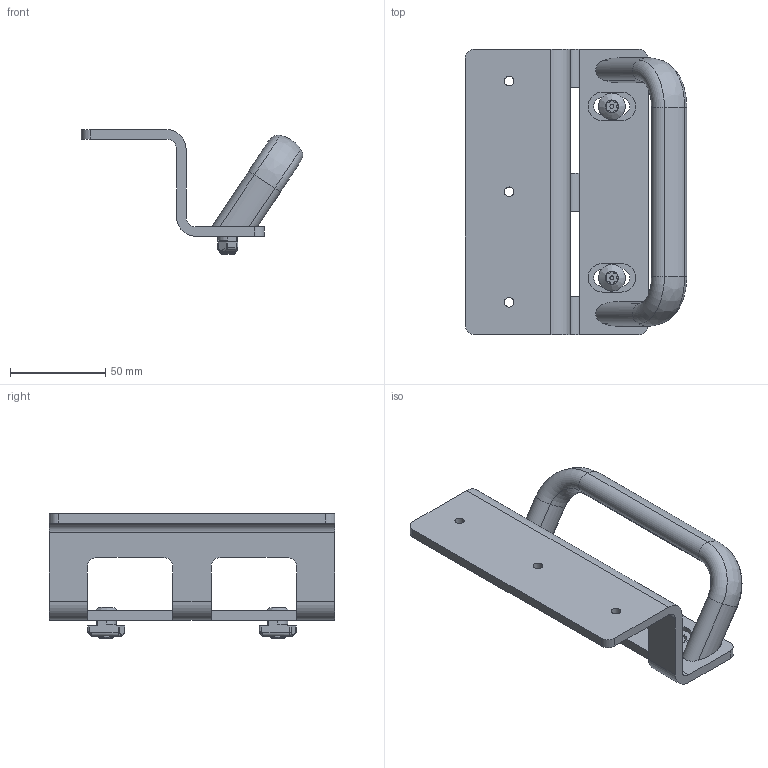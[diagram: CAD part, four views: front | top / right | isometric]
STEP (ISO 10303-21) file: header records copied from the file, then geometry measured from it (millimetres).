
FILE_DESCRIPTION (( 'STEP AP214' ), '1' );
FILE_NAME ('RS-Z-MF1.STEP', '2023-08-16T11:16:14', ( '' ), ( '' ), 'SwSTEP 2.0', 'SolidWorks 2021', '' );
FILE_SCHEMA (( 'AUTOMOTIVE_DESIGN' ));
Length unit declared in the file: inch
Products named in the file (1): RS-Z-MF1
Bounding box: 116.28 x 150 x 65.5 mm (x, y, z)
Volume: 134784.7 mm3; surface area: 57075.2 mm2
Topology: 8 solids, 8 shells, 361 faces, 949 edges, 602 vertices
Faces by surface type: cylinder 173, plane 144, bspline 14, cone 14, sphere 10, torus 6
Full cylindrical faces by diameter (mm): 2 x2, 4.917 x2, 5 x3, 6.75 x2, 8 x4, 14 x2, 15.2 x2
Entity records: 12035 total; most frequent: CARTESIAN_POINT 3104, DIRECTION 1876, ORIENTED_EDGE 1792, EDGE_CURVE 896, AXIS2_PLACEMENT_3D 686, VERTEX_POINT 586, LINE 504, VECTOR 504
